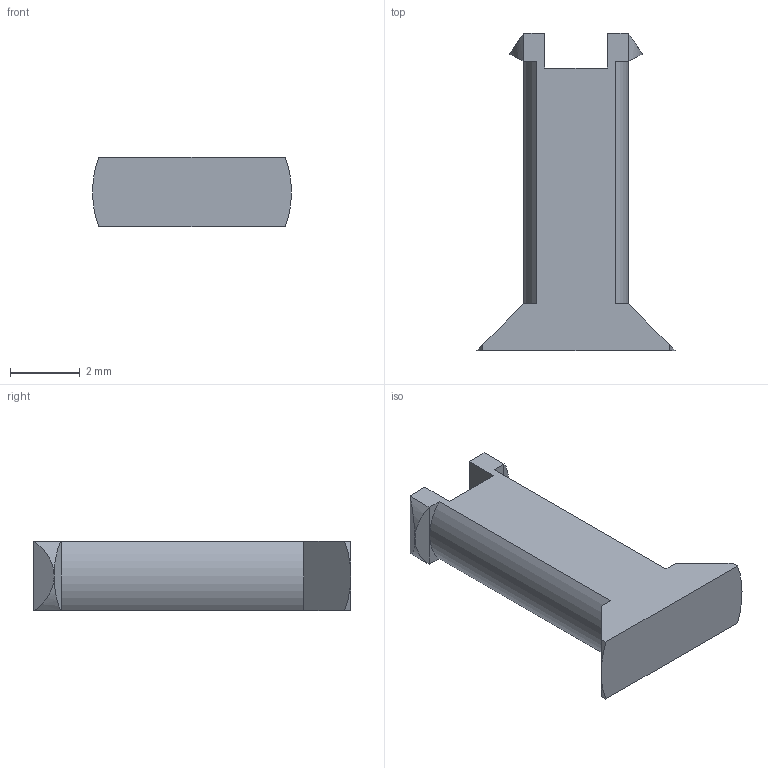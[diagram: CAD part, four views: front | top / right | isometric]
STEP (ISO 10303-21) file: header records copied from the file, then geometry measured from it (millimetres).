
FILE_DESCRIPTION(('Open CASCADE Model'),'2;1');
FILE_NAME('Open CASCADE Shape Model','2025-07-30T22:05:59',('Author'),( 'Open CASCADE'),'Open CASCADE STEP processor 7.8','build123d', 'Unknown');
FILE_SCHEMA(('AUTOMOTIVE_DESIGN { 1 0 10303 214 1 1 1 1 }'));
Length unit declared in the file: millimetre
Products named in the file (1): COMPOUND
Bounding box: 5.7 x 9.1 x 2 mm (x, y, z)
Volume: 51.8 mm3; surface area: 108.5 mm2
Topology: 1 solids, 1 shells, 32 faces, 82 edges, 52 vertices
Faces by surface type: plane 22, cylinder 10
Entity records: 2060 total; most frequent: CARTESIAN_POINT 473, DIRECTION 276, ORIENTED_EDGE 164, PCURVE 164, DEFINITIONAL_REPRESENTATION 164, LINE 142, VECTOR 142, EDGE_CURVE 82
